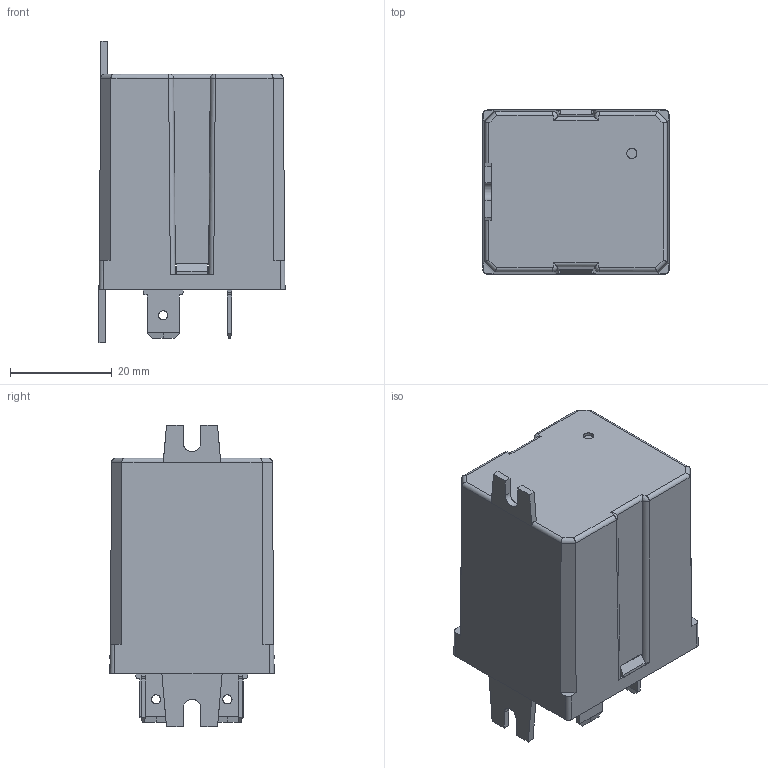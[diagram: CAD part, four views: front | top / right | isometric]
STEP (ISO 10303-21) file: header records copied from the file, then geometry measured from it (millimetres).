
FILE_DESCRIPTION(('STEP AP214'),'2;1');
FILE_NAME('6531xxxx0300.stp','2011-05-19T15:05:37',(''),(''),'2007.1.106','THINKDESIGN','');
FILE_SCHEMA(('AUTOMOTIVE_DESIGN'));
Length unit declared in the file: millimetre
Products named in the file (1): None
Bounding box: 36.5 x 32.3 x 59.2 mm (x, y, z)
Surface area: 8902.8 mm2 (no closed solid volume)
Topology: 0 solids, 0 shells, 176 faces, 940 edges, 929 vertices
Faces by surface type: plane 103, bspline 44, cylinder 29
Full cylindrical faces by diameter (mm): 1.8 x4, 2 x1, 5 x1
Entity records: 10731 total; most frequent: CARTESIAN_POINT 4222, DIRECTION 988, COMPOSITE_CURVE_SEGMENT 940, TRIMMED_CURVE 692, VECTOR 684, LINE 684, B_SPLINE_CURVE_WITH_KNOTS 178, OUTER_BOUNDARY_CURVE 176
